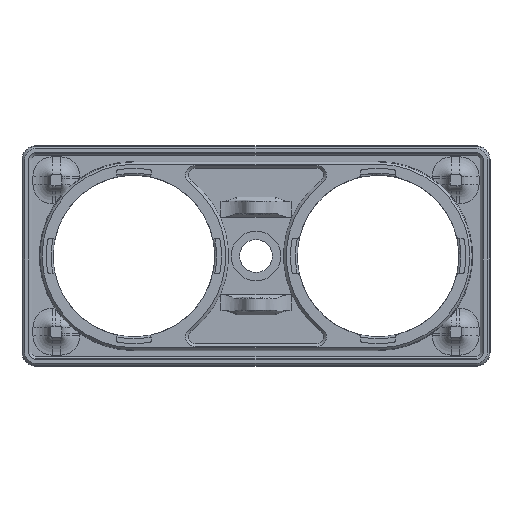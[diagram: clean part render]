
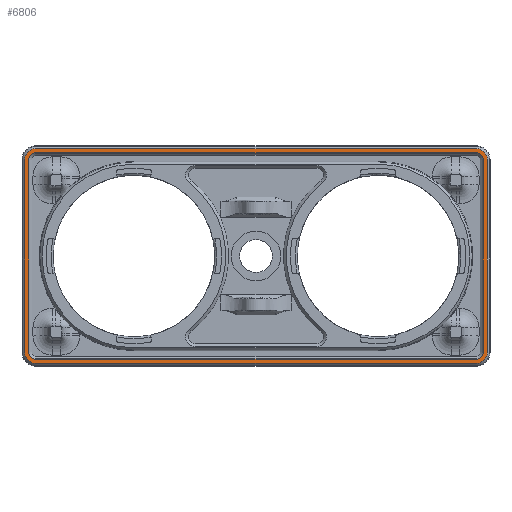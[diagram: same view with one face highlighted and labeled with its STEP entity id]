
A CAD part, top view. The second image highlights one B-rep face of the part: STEP entity #6806.
In plain terms, the highlighted planar face has unit normal (0, 0, 1).
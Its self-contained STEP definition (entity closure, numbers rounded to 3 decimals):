
#86=FACE_BOUND('',#1320,.T.);
#285=CIRCLE('',#7346,4.);
#286=CIRCLE('',#7349,4.);
#291=CIRCLE('',#7361,2.51);
#293=CIRCLE('',#7365,2.51);
#295=CIRCLE('',#7372,2.51);
#379=CIRCLE('',#7490,4.);
#380=CIRCLE('',#7493,4.);
#381=CIRCLE('',#7495,2.51);
#658=PLANE('',#7494);
#914=FACE_OUTER_BOUND('',#1319,.T.);
#1319=EDGE_LOOP('',(#5408,#5409,#5410,#5411,#5412,#5413,#5414,#5415));
#1320=EDGE_LOOP('',(#5416,#5417,#5418,#5419,#5420,#5421,#5422,#5423));
#1690=LINE('',#11410,#2140);
#1693=LINE('',#11418,#2143);
#1706=LINE('',#11500,#2156);
#1713=LINE('',#11540,#2163);
#1737=LINE('',#11639,#2187);
#1789=LINE('',#11869,#2239);
#1792=LINE('',#11877,#2242);
#1794=LINE('',#11884,#2244);
#2140=VECTOR('',#8700,10.);
#2143=VECTOR('',#8709,10.);
#2156=VECTOR('',#8746,10.);
#2163=VECTOR('',#8767,10.);
#2187=VECTOR('',#8869,10.);
#2239=VECTOR('',#9081,10.);
#2242=VECTOR('',#9090,10.);
#2244=VECTOR('',#9100,10.);
#2888=VERTEX_POINT('',#11402);
#2889=VERTEX_POINT('',#11404);
#2890=VERTEX_POINT('',#11408);
#2891=VERTEX_POINT('',#11412);
#2892=VERTEX_POINT('',#11416);
#2911=VERTEX_POINT('',#11492);
#2912=VERTEX_POINT('',#11494);
#2913=VERTEX_POINT('',#11498);
#2916=VERTEX_POINT('',#11509);
#2923=VERTEX_POINT('',#11538);
#2928=VERTEX_POINT('',#11561);
#2929=VERTEX_POINT('',#11563);
#3045=VERTEX_POINT('',#11868);
#3046=VERTEX_POINT('',#11872);
#3047=VERTEX_POINT('',#11876);
#3048=VERTEX_POINT('',#11882);
#3704=EDGE_CURVE('',#2888,#2889,#285,.T.);
#3707=EDGE_CURVE('',#2890,#2888,#1690,.T.);
#3709=EDGE_CURVE('',#2891,#2890,#286,.T.);
#3711=EDGE_CURVE('',#2892,#2891,#1693,.T.);
#3735=EDGE_CURVE('',#2912,#2911,#291,.T.);
#3738=EDGE_CURVE('',#2911,#2913,#1706,.T.);
#3742=EDGE_CURVE('',#2913,#2916,#293,.T.);
#3752=EDGE_CURVE('',#2916,#2923,#1713,.T.);
#3759=EDGE_CURVE('',#2929,#2928,#295,.T.);
#3798=EDGE_CURVE('',#2928,#2912,#1737,.T.);
#3915=EDGE_CURVE('',#2889,#3045,#1789,.T.);
#3917=EDGE_CURVE('',#3045,#3046,#379,.T.);
#3919=EDGE_CURVE('',#3046,#3047,#1792,.T.);
#3921=EDGE_CURVE('',#3047,#2892,#380,.T.);
#3922=EDGE_CURVE('',#2923,#3048,#381,.T.);
#3923=EDGE_CURVE('',#3048,#2929,#1794,.T.);
#5408=ORIENTED_EDGE('',*,*,#3709,.F.);
#5409=ORIENTED_EDGE('',*,*,#3711,.F.);
#5410=ORIENTED_EDGE('',*,*,#3921,.F.);
#5411=ORIENTED_EDGE('',*,*,#3919,.F.);
#5412=ORIENTED_EDGE('',*,*,#3917,.F.);
#5413=ORIENTED_EDGE('',*,*,#3915,.F.);
#5414=ORIENTED_EDGE('',*,*,#3704,.F.);
#5415=ORIENTED_EDGE('',*,*,#3707,.F.);
#5416=ORIENTED_EDGE('',*,*,#3752,.T.);
#5417=ORIENTED_EDGE('',*,*,#3922,.T.);
#5418=ORIENTED_EDGE('',*,*,#3923,.T.);
#5419=ORIENTED_EDGE('',*,*,#3759,.T.);
#5420=ORIENTED_EDGE('',*,*,#3798,.T.);
#5421=ORIENTED_EDGE('',*,*,#3735,.T.);
#5422=ORIENTED_EDGE('',*,*,#3738,.T.);
#5423=ORIENTED_EDGE('',*,*,#3742,.T.);
#6806=ADVANCED_FACE('',(#914,#86),#658,.F.);
#7346=AXIS2_PLACEMENT_3D('',#11405,#8694,#8695);
#7349=AXIS2_PLACEMENT_3D('',#11414,#8704,#8705);
#7361=AXIS2_PLACEMENT_3D('',#11495,#8740,#8741);
#7365=AXIS2_PLACEMENT_3D('',#11511,#8752,#8753);
#7372=AXIS2_PLACEMENT_3D('',#11564,#8775,#8776);
#7490=AXIS2_PLACEMENT_3D('',#11873,#9085,#9086);
#7493=AXIS2_PLACEMENT_3D('',#11880,#9094,#9095);
#7494=AXIS2_PLACEMENT_3D('',#11881,#9096,#9097);
#7495=AXIS2_PLACEMENT_3D('',#11883,#9098,#9099);
#8694=DIRECTION('center_axis',(0.,0.,-1.));
#8695=DIRECTION('ref_axis',(0.,-1.,0.));
#8700=DIRECTION('',(-1.,0.,0.));
#8704=DIRECTION('center_axis',(0.,0.,-1.));
#8705=DIRECTION('ref_axis',(1.,0.,0.));
#8709=DIRECTION('',(0.,-1.,0.));
#8740=DIRECTION('center_axis',(0.,0.,-1.));
#8741=DIRECTION('ref_axis',(-1.,0.,0.));
#8746=DIRECTION('',(1.,0.,0.));
#8752=DIRECTION('center_axis',(0.,0.,-1.));
#8753=DIRECTION('ref_axis',(0.,1.,0.));
#8767=DIRECTION('',(0.,-1.,0.));
#8775=DIRECTION('center_axis',(0.,0.,-1.));
#8776=DIRECTION('ref_axis',(0.,-1.,0.));
#8869=DIRECTION('',(0.,1.,0.));
#9081=DIRECTION('',(0.,1.,0.));
#9085=DIRECTION('center_axis',(0.,0.,-1.));
#9086=DIRECTION('ref_axis',(-1.,0.,0.));
#9090=DIRECTION('',(1.,0.,0.));
#9094=DIRECTION('center_axis',(0.,0.,-1.));
#9095=DIRECTION('ref_axis',(0.,1.,0.));
#9096=DIRECTION('center_axis',(0.,0.,-1.));
#9097=DIRECTION('ref_axis',(1.,0.,0.));
#9098=DIRECTION('center_axis',(0.,0.,-1.));
#9099=DIRECTION('ref_axis',(1.,0.,0.));
#9100=DIRECTION('',(-1.,0.,0.));
#11402=CARTESIAN_POINT('',(-80.,-39.,9.));
#11404=CARTESIAN_POINT('',(-84.,-35.,9.));
#11405=CARTESIAN_POINT('Origin',(-80.,-35.,9.));
#11408=CARTESIAN_POINT('',(80.,-39.,9.));
#11410=CARTESIAN_POINT('',(40.,-39.,9.));
#11412=CARTESIAN_POINT('',(84.,-35.,9.));
#11414=CARTESIAN_POINT('Origin',(80.,-35.,9.));
#11416=CARTESIAN_POINT('',(84.,35.,9.));
#11418=CARTESIAN_POINT('',(84.,17.5,9.));
#11492=CARTESIAN_POINT('',(-80.,37.51,9.));
#11494=CARTESIAN_POINT('',(-82.51,35.,9.));
#11495=CARTESIAN_POINT('Origin',(-80.,35.,9.));
#11498=CARTESIAN_POINT('',(80.,37.51,9.));
#11500=CARTESIAN_POINT('',(-40.,37.51,9.));
#11509=CARTESIAN_POINT('',(82.51,35.,9.));
#11511=CARTESIAN_POINT('Origin',(80.,35.,9.));
#11538=CARTESIAN_POINT('',(82.51,-35.,9.));
#11540=CARTESIAN_POINT('',(82.51,17.5,9.));
#11561=CARTESIAN_POINT('',(-82.51,-35.,9.));
#11563=CARTESIAN_POINT('',(-80.,-37.51,9.));
#11564=CARTESIAN_POINT('Origin',(-80.,-35.,9.));
#11639=CARTESIAN_POINT('',(-82.51,-17.5,9.));
#11868=CARTESIAN_POINT('',(-84.,35.,9.));
#11869=CARTESIAN_POINT('',(-84.,-17.5,9.));
#11872=CARTESIAN_POINT('',(-80.,39.,9.));
#11873=CARTESIAN_POINT('Origin',(-80.,35.,9.));
#11876=CARTESIAN_POINT('',(80.,39.,9.));
#11877=CARTESIAN_POINT('',(-40.,39.,9.));
#11880=CARTESIAN_POINT('Origin',(80.,35.,9.));
#11881=CARTESIAN_POINT('Origin',(0.,0.,
9.));
#11882=CARTESIAN_POINT('',(80.,-37.51,9.));
#11883=CARTESIAN_POINT('Origin',(80.,-35.,9.));
#11884=CARTESIAN_POINT('',(40.,-37.51,9.));
